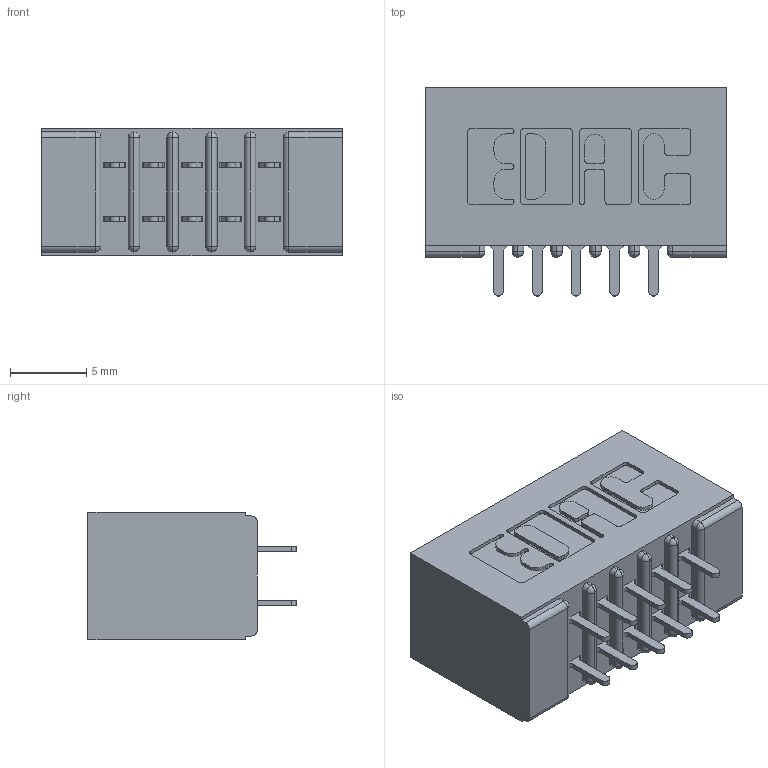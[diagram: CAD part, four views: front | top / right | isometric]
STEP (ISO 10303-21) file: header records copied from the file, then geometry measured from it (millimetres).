
FILE_DESCRIPTION (( 'STEP AP203' ), '1' );
FILE_NAME ('341-010-524-201.STEP', '2019-08-09T16:31:17', ( '' ), ( '' ), 'SwSTEP 2.0', 'SolidWorks 2016', '' );
FILE_SCHEMA (( 'CONFIG_CONTROL_DESIGN' ));
Length unit declared in the file: inch
Products named in the file (3): 341-292-001_341-292-124; 341-010-524-201; 341 Part_No Mounting Lugs
Assembly tree (11 placements, depth 2):
  341-010-524-201
    341 Part_No Mounting Lugs
    341-292-001_341-292-124  x10
Bounding box: 19.68 x 13.64 x 8.38 mm (x, y, z)
Volume: 1294.9 mm3; surface area: 2307.6 mm2
Topology: 11 solids, 11 shells, 768 faces, 2207 edges, 1430 vertices
Faces by surface type: plane 464, cylinder 284, sphere 12, torus 8
Entity records: 10702 total; most frequent: CARTESIAN_POINT 1779, ORIENTED_EDGE 1762, DIRECTION 1751, EDGE_CURVE 881, LINE 675, VECTOR 675, VERTEX_POINT 566, AXIS2_PLACEMENT_3D 538
